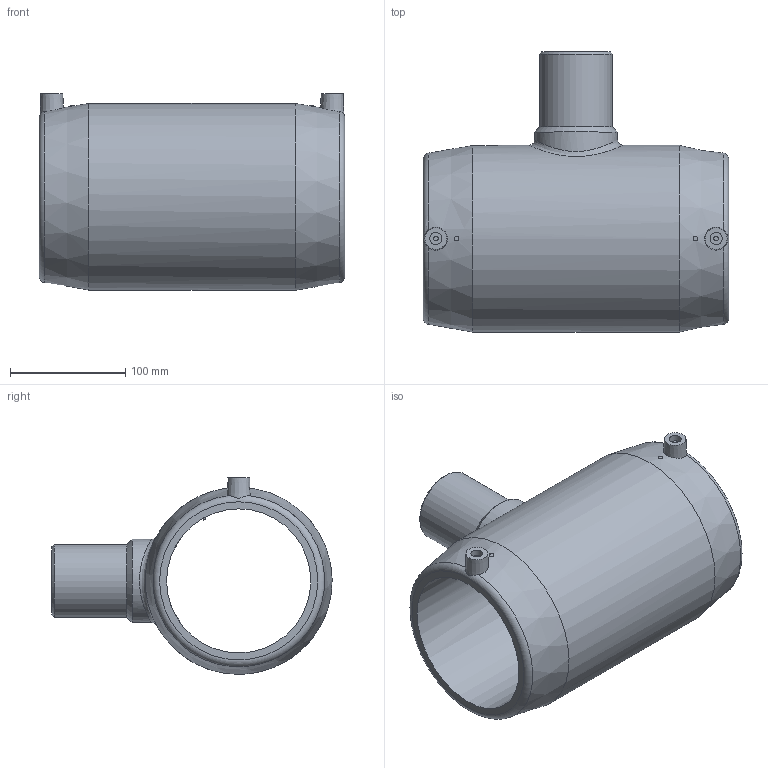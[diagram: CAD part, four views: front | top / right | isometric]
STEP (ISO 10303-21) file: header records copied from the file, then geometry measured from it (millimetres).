
FILE_DESCRIPTION(/* description */ ('Unknown'),/* implementation_level */ '2;1');
FILE_NAME(/* name */ 'TREP125063C',/* time_stamp */ '2020-12-15T17:10:40+01:00',/* author */ ('Unknown'),/* organization */ ('Unknown'),/* preprocessor_version */ 'ST-DEVELOPER v16.7',/* originating_system */ 'Solid Edge',/* authorisation */ 'Unknown');
FILE_SCHEMA (('AUTOMOTIVE_DESIGN {1 0 10303 214 3 1 1}'));
Length unit declared in the file: millimetre
Products named in the file (1): TREP125063C
Bounding box: 265 x 243 x 170.5 mm (x, y, z)
Volume: 2121049.6 mm3; surface area: 277021.6 mm2
Topology: 1 solids, 1 shells, 36 faces, 77 edges, 50 vertices
Faces by surface type: plane 16, cylinder 11, cone 6, torus 2, bspline 1
Full cylindrical faces by diameter (mm): 4 x4, 10.5 x2, 51.4 x1, 63 x1, 72 x1, 125 x1, 162 x1
Entity records: 1181 total; most frequent: CARTESIAN_POINT 507, DIRECTION 136, ORIENTED_EDGE 92, EDGE_LOOP 68, FACE_BOUND 68, AXIS2_PLACEMENT_3D 63, EDGE_CURVE 46, VERTEX_POINT 40
